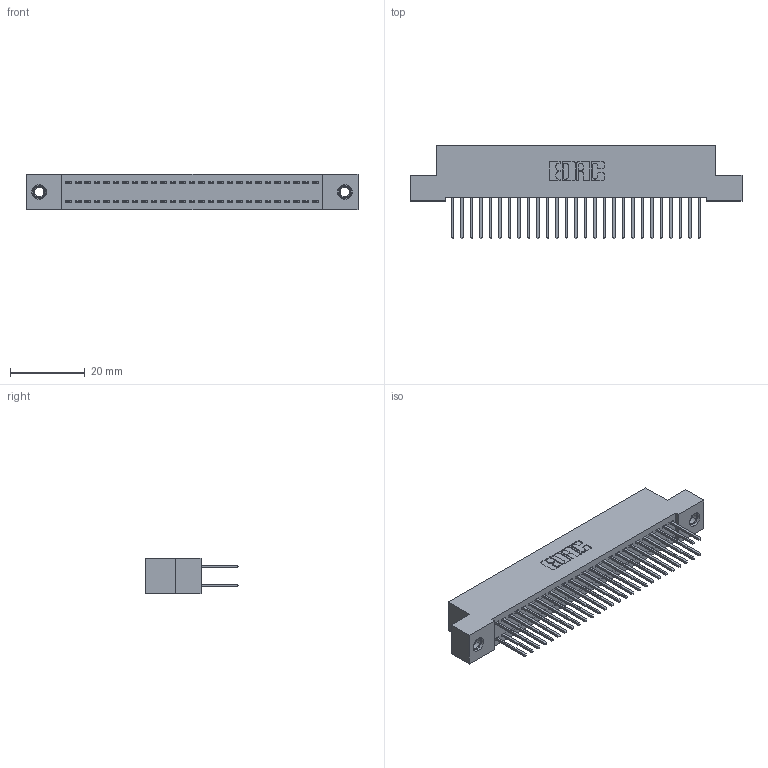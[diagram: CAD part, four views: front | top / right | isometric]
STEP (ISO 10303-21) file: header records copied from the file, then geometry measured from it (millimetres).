
FILE_DESCRIPTION (( 'STEP AP203' ), '1' );
FILE_NAME ('342-054-523-207.STEP', '2019-10-03T02:55:49', ( '' ), ( '' ), 'SwSTEP 2.0', 'SolidWorks 2016', '' );
FILE_SCHEMA (( 'CONFIG_CONTROL_DESIGN' ));
Length unit declared in the file: inch
Products named in the file (4): 342 Part_TI; 345-292-001_345-293-123; 345-250-001_345-250-005-103; 342-054-523-207
Assembly tree (57 placements, depth 2):
  342-054-523-207
    342 Part_TI
    345-292-001_345-293-123  x54
    345-250-001_345-250-005-103  x2
Bounding box: 88.9 x 25.15 x 9.4 mm (x, y, z)
Volume: 8014.7 mm3; surface area: 13172.9 mm2
Topology: 57 solids, 57 shells, 2978 faces, 8805 edges, 5790 vertices
Faces by surface type: plane 2042, cylinder 920, cone 12, torus 4
Entity records: 20382 total; most frequent: CARTESIAN_POINT 3377, ORIENTED_EDGE 3306, DIRECTION 2943, EDGE_CURVE 1653, VECTOR 1505, LINE 1505, VERTEX_POINT 1096, AXIS2_PLACEMENT_3D 719
